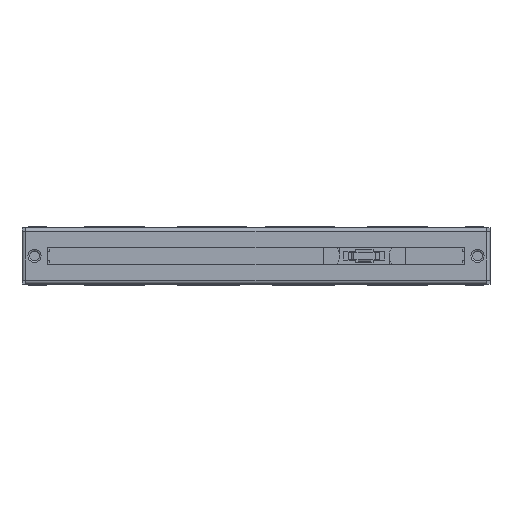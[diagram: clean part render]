
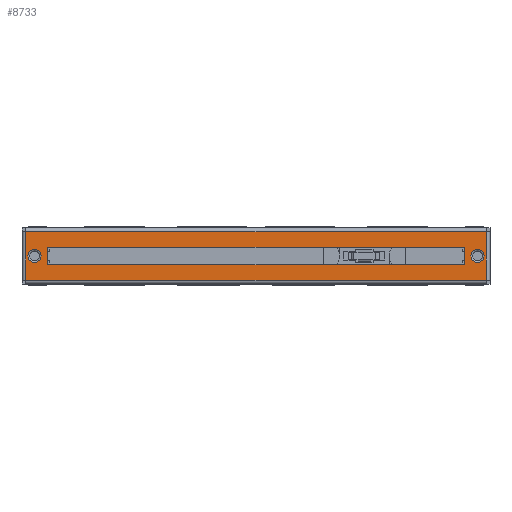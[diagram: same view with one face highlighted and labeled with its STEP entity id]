
A CAD part, top view. The second image highlights one B-rep face of the part: STEP entity #8733.
In plain terms, the highlighted planar face has unit normal (0, 0, 1).
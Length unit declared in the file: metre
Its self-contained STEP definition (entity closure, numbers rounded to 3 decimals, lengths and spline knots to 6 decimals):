
#222=CIRCLE('',#9362,0.00105);
#223=CIRCLE('',#9363,0.00105);
#1210=ORIENTED_EDGE('',*,*,#3352,.T.);
#1211=ORIENTED_EDGE('',*,*,#3353,.T.);
#1212=ORIENTED_EDGE('',*,*,#3345,.F.);
#1213=ORIENTED_EDGE('',*,*,#3347,.T.);
#1214=ORIENTED_EDGE('',*,*,#3339,.T.);
#1215=ORIENTED_EDGE('',*,*,#3342,.F.);
#1216=ORIENTED_EDGE('',*,*,#3354,.F.);
#1217=ORIENTED_EDGE('',*,*,#3355,.T.);
#1218=ORIENTED_EDGE('',*,*,#3356,.T.);
#1219=ORIENTED_EDGE('',*,*,#3357,.F.);
#3339=EDGE_CURVE('',#4463,#4465,#5357,.T.);
#3342=EDGE_CURVE('',#4467,#4465,#5360,.T.);
#3345=EDGE_CURVE('',#4469,#4467,#5363,.T.);
#3347=EDGE_CURVE('',#4469,#4463,#5365,.T.);
#3352=EDGE_CURVE('',#4474,#4474,#222,.F.);
#3353=EDGE_CURVE('',#4475,#4475,#223,.F.);
#3354=EDGE_CURVE('',#4476,#4477,#5366,.F.);
#3355=EDGE_CURVE('',#4476,#4478,#5367,.T.);
#3356=EDGE_CURVE('',#4478,#4479,#5368,.T.);
#3357=EDGE_CURVE('',#4477,#4479,#5369,.F.);
#4463=VERTEX_POINT('',#13180);
#4465=VERTEX_POINT('',#13184);
#4467=VERTEX_POINT('',#13190);
#4469=VERTEX_POINT('',#13196);
#4474=VERTEX_POINT('',#13213);
#4475=VERTEX_POINT('',#13215);
#4476=VERTEX_POINT('',#13217);
#4477=VERTEX_POINT('',#13218);
#4478=VERTEX_POINT('',#13220);
#4479=VERTEX_POINT('',#13222);
#5357=LINE('',#13185,#6429);
#5360=LINE('',#13191,#6432);
#5363=LINE('',#13197,#6435);
#5365=LINE('',#13200,#6437);
#5366=LINE('',#13216,#6438);
#5367=LINE('',#13219,#6439);
#5368=LINE('',#13221,#6440);
#5369=LINE('',#13223,#6441);
#6429=VECTOR('',#10641,1.);
#6432=VECTOR('',#10646,1.);
#6435=VECTOR('',#10651,1.);
#6437=VECTOR('',#10655,1.);
#6438=VECTOR('',#10674,1.);
#6439=VECTOR('',#10675,1.);
#6440=VECTOR('',#10676,1.);
#6441=VECTOR('',#10677,1.);
#7294=EDGE_LOOP('',(#1210));
#7295=EDGE_LOOP('',(#1211));
#7296=EDGE_LOOP('',(#1212,#1213,#1214,#1215));
#7297=EDGE_LOOP('',(#1216,#1217,#1218,#1219));
#7820=FACE_BOUND('',#7294,.T.);
#7821=FACE_BOUND('',#7295,.T.);
#7822=FACE_BOUND('',#7296,.T.);
#7823=FACE_BOUND('',#7297,.T.);
#8309=PLANE('',#9361);
#8733=ADVANCED_FACE('',(#7820,#7821,#7822,#7823),#8309,.T.);
#9361=AXIS2_PLACEMENT_3D('',#13211,#10668,#10669);
#9362=AXIS2_PLACEMENT_3D('',#13212,#10670,#10671);
#9363=AXIS2_PLACEMENT_3D('',#13214,#10672,#10673);
#10641=DIRECTION('',(-1.,0.,0.));
#10646=DIRECTION('',(0.,-1.,0.));
#10651=DIRECTION('',(-1.,0.,0.));
#10655=DIRECTION('',(0.,-1.,0.));
#10668=DIRECTION('',(0.,0.,1.));
#10669=DIRECTION('',(1.,0.,0.));
#10670=DIRECTION('',(0.,0.,1.));
#10671=DIRECTION('',(1.,0.,0.));
#10672=DIRECTION('',(0.,0.,1.));
#10673=DIRECTION('',(1.,0.,0.));
#10674=DIRECTION('',(0.,1.,0.));
#10675=DIRECTION('',(-1.,0.,0.));
#10676=DIRECTION('',(0.,-1.,0.));
#10677=DIRECTION('',(1.,0.,0.));
#13180=CARTESIAN_POINT('',(0.0334,-0.0014,0.0065));
#13184=CARTESIAN_POINT('',(-0.0334,-0.0014,0.0065));
#13185=CARTESIAN_POINT('',(0.,-0.0014,0.0065));
#13190=CARTESIAN_POINT('',(-0.0334,0.0014,0.0065));
#13191=CARTESIAN_POINT('',(-0.0334,0.,0.0065));
#13196=CARTESIAN_POINT('',(0.0334,0.0014,0.0065));
#13197=CARTESIAN_POINT('',(0.,0.0014,0.0065));
#13200=CARTESIAN_POINT('',(0.0334,0.,0.0065));
#13211=CARTESIAN_POINT('',(0.,0.,0.0065));
#13212=CARTESIAN_POINT('',(-0.0355,0.,0.0065));
#13213=CARTESIAN_POINT('',(-0.03445,0.,0.0065));
#13214=CARTESIAN_POINT('',(0.0355,0.,0.0065));
#13215=CARTESIAN_POINT('',(0.03655,0.,0.0065));
#13216=CARTESIAN_POINT('',(0.0369,0.,0.0065));
#13217=CARTESIAN_POINT('',(0.0369,0.0039,0.0065));
#13218=CARTESIAN_POINT('',(0.0369,-0.0039,0.0065));
#13219=CARTESIAN_POINT('',(0.,0.0039,0.0065));
#13220=CARTESIAN_POINT('',(-0.0369,0.0039,0.0065));
#13221=CARTESIAN_POINT('',(-0.0369,0.,0.0065));
#13222=CARTESIAN_POINT('',(-0.0369,-0.0039,0.0065));
#13223=CARTESIAN_POINT('',(0.,-0.0039,0.0065));
